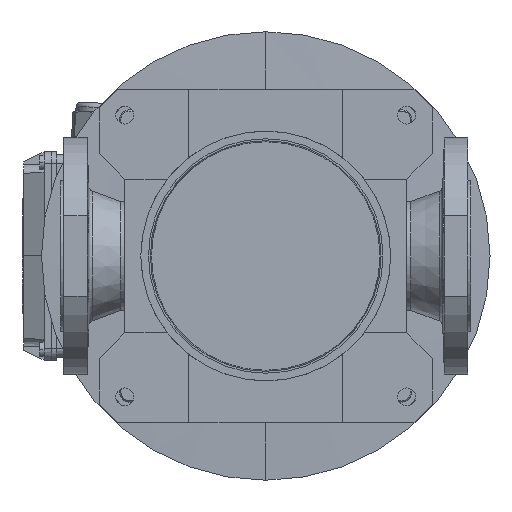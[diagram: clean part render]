
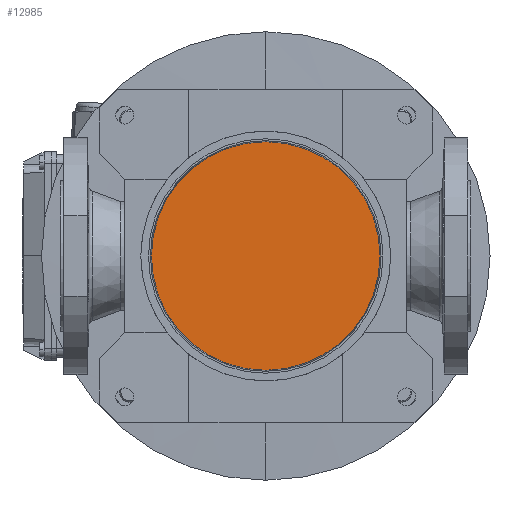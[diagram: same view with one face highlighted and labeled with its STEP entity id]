
A CAD part, front view. The second image highlights one B-rep face of the part: STEP entity #12985.
In plain terms, the highlighted planar face has unit normal (0, -1, 0).
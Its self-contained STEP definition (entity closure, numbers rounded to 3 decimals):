
#5305 = EDGE_CURVE ( 'NONE', #32445, #111514, #90340, .T. ) ;
#12985 = ADVANCED_FACE ( 'NONE', ( #22041 ), #71047, .T. ) ;
#18781 = EDGE_LOOP ( 'NONE', ( #44134, #58001 ) ) ;
#22041 = FACE_OUTER_BOUND ( 'NONE', #18781, .T. ) ;
#24203 = EDGE_CURVE ( 'NONE', #111514, #32445, #87318, .T. ) ;
#32445 = VERTEX_POINT ( 'NONE', #36130 ) ;
#36130 = CARTESIAN_POINT ( 'NONE',  ( 0., -46., 89.214 ) ) ;
#44134 = ORIENTED_EDGE ( 'NONE', *, *, #24203, .F. ) ;
#49816 = DIRECTION ( 'NONE',  ( 0., 0., -1. ) ) ;
#53976 = DIRECTION ( 'NONE',  ( 0., 0., 1. ) ) ;
#58001 = ORIENTED_EDGE ( 'NONE', *, *, #5305, .F. ) ;
#59473 = DIRECTION ( 'NONE',  ( 0., -1., 0. ) ) ;
#67217 = AXIS2_PLACEMENT_3D ( 'NONE', #89819, #59473, #49816 ) ;
#71047 = PLANE ( 'NONE',  #67217 ) ;
#81098 = AXIS2_PLACEMENT_3D ( 'NONE', #123025, #100491, #53976 ) ;
#85503 = CARTESIAN_POINT ( 'NONE',  ( 0., -46., 0. ) ) ;
#87318 = CIRCLE ( 'NONE', #81098, 89.214 ) ;
#87427 = DIRECTION ( 'NONE',  ( 0., 0., 1. ) ) ;
#89819 = CARTESIAN_POINT ( 'NONE',  ( 0., -46., 0. ) ) ;
#90340 = CIRCLE ( 'NONE', #104828, 89.214 ) ;
#100491 = DIRECTION ( 'NONE',  ( 0., 1., 0. ) ) ;
#104828 = AXIS2_PLACEMENT_3D ( 'NONE', #85503, #113906, #87427 ) ;
#111514 = VERTEX_POINT ( 'NONE', #127038 ) ;
#113906 = DIRECTION ( 'NONE',  ( 0., 1., 0. ) ) ;
#123025 = CARTESIAN_POINT ( 'NONE',  ( 0., -46., 0. ) ) ;
#127038 = CARTESIAN_POINT ( 'NONE',  ( 0., -46., -89.214 ) ) ;
